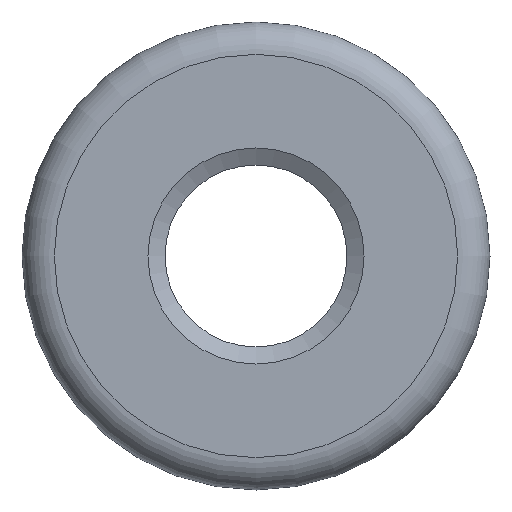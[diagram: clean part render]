
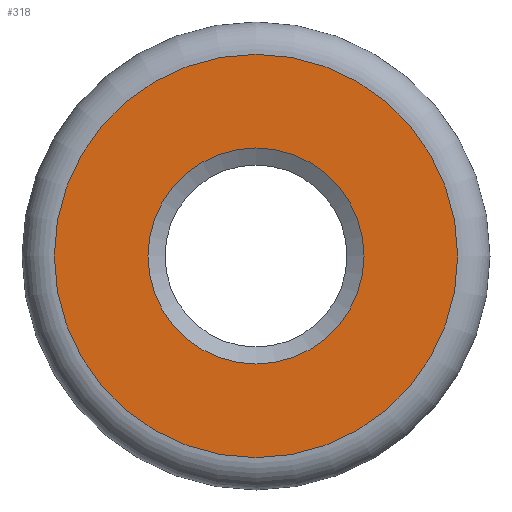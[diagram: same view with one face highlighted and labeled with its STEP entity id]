
A CAD part, left-side view. The second image highlights one B-rep face of the part: STEP entity #318.
In plain terms, the highlighted planar face has unit normal (-1, 0, 0).
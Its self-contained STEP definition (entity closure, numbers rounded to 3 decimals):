
#41=FACE_BOUND('',#76,.T.);
#43=PLANE('',#371);
#55=FACE_OUTER_BOUND('',#75,.T.);
#75=EDGE_LOOP('',(#228));
#76=EDGE_LOOP('',(#229));
#121=CIRCLE('',#370,6.);
#122=CIRCLE('',#372,11.2);
#136=VERTEX_POINT('',#497);
#137=VERTEX_POINT('',#501);
#170=EDGE_CURVE('',#136,#136,#121,.T.);
#172=EDGE_CURVE('',#137,#137,#122,.T.);
#228=ORIENTED_EDGE('',*,*,#172,.F.);
#229=ORIENTED_EDGE('',*,*,#170,.F.);
#318=ADVANCED_FACE('',(#55,#41),#43,.T.);
#370=AXIS2_PLACEMENT_3D('',#498,#422,#423);
#371=AXIS2_PLACEMENT_3D('',#500,#425,#426);
#372=AXIS2_PLACEMENT_3D('',#502,#427,#428);
#422=DIRECTION('center_axis',(-1.,0.,0.));
#423=DIRECTION('ref_axis',(0.,0.,-1.));
#425=DIRECTION('center_axis',(-1.,0.,0.));
#426=DIRECTION('ref_axis',(0.,0.,1.));
#427=DIRECTION('center_axis',(1.,0.,0.));
#428=DIRECTION('ref_axis',(0.,1.,0.));
#497=CARTESIAN_POINT('',(0.,0.,6.));
#498=CARTESIAN_POINT('Origin',(0.,0.,0.));
#500=CARTESIAN_POINT('Origin',(0.,5.6,0.));
#501=CARTESIAN_POINT('',(0.,0.,11.2));
#502=CARTESIAN_POINT('Origin',(0.,0.,0.));
